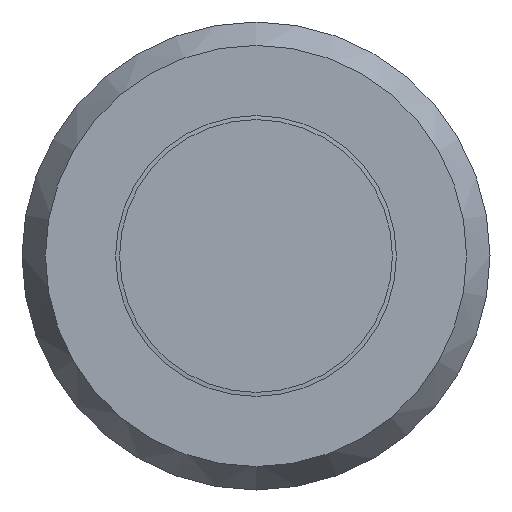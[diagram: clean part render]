
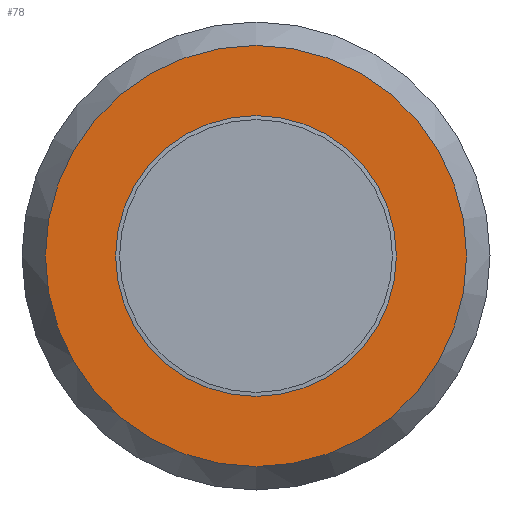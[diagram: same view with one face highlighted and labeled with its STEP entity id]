
A CAD part, left-side view. The second image highlights one B-rep face of the part: STEP entity #78.
In plain terms, the highlighted planar face has unit normal (-1, 0, 0).
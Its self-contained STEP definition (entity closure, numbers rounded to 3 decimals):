
#55=PLANE('',#237);
#78=ADVANCED_FACE('',(#108,#109),#55,.F.);
#108=FACE_BOUND('',#136,.T.);
#109=FACE_BOUND('',#137,.T.);
#136=EDGE_LOOP('',(#164));
#137=EDGE_LOOP('',(#165));
#164=ORIENTED_EDGE('',*,*,#191,.F.);
#165=ORIENTED_EDGE('',*,*,#193,.T.);
#177=VERTEX_POINT('',#333);
#179=VERTEX_POINT('',#339);
#191=EDGE_CURVE('',#177,#177,#205,.T.);
#193=EDGE_CURVE('',#179,#179,#207,.T.);
#205=CIRCLE('',#231,9.);
#207=CIRCLE('',#235,6.);
#231=AXIS2_PLACEMENT_3D('',#332,#284,#285);
#235=AXIS2_PLACEMENT_3D('',#338,#292,#293);
#237=AXIS2_PLACEMENT_3D('',#341,#296,#297);
#284=DIRECTION('',(1.,0.,0.));
#285=DIRECTION('',(0.,0.,-1.));
#292=DIRECTION('',(1.,0.,0.));
#293=DIRECTION('',(0.,0.,-1.));
#296=DIRECTION('',(1.,0.,0.));
#297=DIRECTION('',(0.,0.,-1.));
#332=CARTESIAN_POINT('',(0.,0.,0.));
#333=CARTESIAN_POINT('',(0.,0.,-9.));
#338=CARTESIAN_POINT('',(0.,0.,0.));
#339=CARTESIAN_POINT('',(0.,0.,-6.));
#341=CARTESIAN_POINT('',(0.,-6.,0.));
